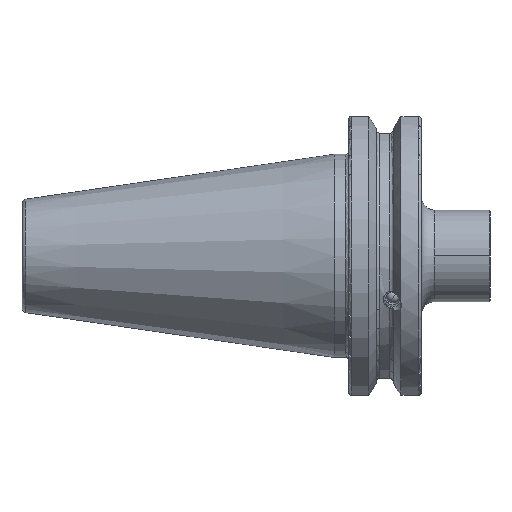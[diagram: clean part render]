
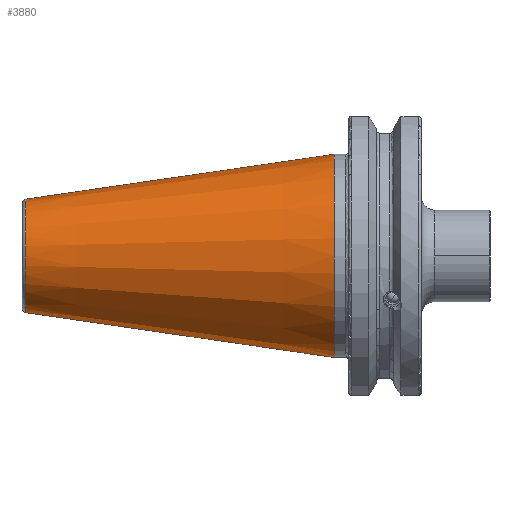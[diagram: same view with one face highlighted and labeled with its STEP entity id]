
A CAD part, front view. The second image highlights one B-rep face of the part: STEP entity #3880.
In plain terms, the highlighted conical face has half-angle 8.297 degrees and reference radius 22.225 mm.
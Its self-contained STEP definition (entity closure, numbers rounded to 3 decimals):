
#203 = DIRECTION ( 'NONE',  ( 0.99, 0., -0.144 ) ) ;
#268 = LINE ( 'NONE', #3629, #1488 ) ;
#433 = FACE_OUTER_BOUND ( 'NONE', #6560, .T. ) ;
#1006 = DIRECTION ( 'NONE',  ( 0.99, 0., 0.144 ) ) ;
#1156 = VERTEX_POINT ( 'NONE', #6099 ) ;
#1198 = EDGE_CURVE ( 'NONE', #1932, #1156, #5812, .T. ) ;
#1488 = VECTOR ( 'NONE', #1006, 1000. ) ;
#1659 = CONICAL_SURFACE ( 'NONE', #4280, 22.225, 0.145 ) ;
#1674 = EDGE_CURVE ( 'NONE', #1741, #4978, #2357, .T. ) ;
#1741 = VERTEX_POINT ( 'NONE', #5932 ) ;
#1795 = AXIS2_PLACEMENT_3D ( 'NONE', #6604, #6652, #6672 ) ;
#1932 = VERTEX_POINT ( 'NONE', #5113 ) ;
#2082 = CARTESIAN_POINT ( 'NONE',  ( 0., 0., 22.225 ) ) ;
#2357 = CIRCLE ( 'NONE', #6178, 22.225 ) ;
#2689 = EDGE_CURVE ( 'NONE', #1932, #1741, #3325, .T. ) ;
#3040 = DIRECTION ( 'NONE',  ( 0., 0., -1. ) ) ;
#3150 = ORIENTED_EDGE ( 'NONE', *, *, #1674, .T. ) ;
#3325 = LINE ( 'NONE', #5559, #6004 ) ;
#3496 = ORIENTED_EDGE ( 'NONE', *, *, #2689, .T. ) ;
#3629 = CARTESIAN_POINT ( 'NONE',  ( 0., 0., 22.225 ) ) ;
#3880 = ADVANCED_FACE ( 'NONE', ( #433 ), #1659, .T. ) ;
#3985 = ORIENTED_EDGE ( 'NONE', *, *, #1198, .F. ) ;
#4113 = CARTESIAN_POINT ( 'NONE',  ( 0., 0., 0. ) ) ;
#4244 = ORIENTED_EDGE ( 'NONE', *, *, #4523, .F. ) ;
#4280 = AXIS2_PLACEMENT_3D ( 'NONE', #4113, #5721, #3040 ) ;
#4523 = EDGE_CURVE ( 'NONE', #1156, #4978, #268, .T. ) ;
#4753 = CARTESIAN_POINT ( 'NONE',  ( 0., 0., 0. ) ) ;
#4776 = DIRECTION ( 'NONE',  ( -1., 0., 0. ) ) ;
#4793 = DIRECTION ( 'NONE',  ( 0., 0., 1. ) ) ;
#4978 = VERTEX_POINT ( 'NONE', #2082 ) ;
#5113 = CARTESIAN_POINT ( 'NONE',  ( -67.394, 0., -12.397 ) ) ;
#5559 = CARTESIAN_POINT ( 'NONE',  ( 0., 0., -22.225 ) ) ;
#5721 = DIRECTION ( 'NONE',  ( 1., 0., 0. ) ) ;
#5812 = CIRCLE ( 'NONE', #1795, 12.397 ) ;
#5932 = CARTESIAN_POINT ( 'NONE',  ( 0., 0., -22.225 ) ) ;
#6004 = VECTOR ( 'NONE', #203, 1000. ) ;
#6099 = CARTESIAN_POINT ( 'NONE',  ( -67.394, 0., 12.397 ) ) ;
#6178 = AXIS2_PLACEMENT_3D ( 'NONE', #4753, #4776, #4793 ) ;
#6560 = EDGE_LOOP ( 'NONE', ( #4244, #3985, #3496, #3150 ) ) ;
#6604 = CARTESIAN_POINT ( 'NONE',  ( -67.394, 0., 0. ) ) ;
#6652 = DIRECTION ( 'NONE',  ( -1., 0., 0. ) ) ;
#6672 = DIRECTION ( 'NONE',  ( 0., 0., 1. ) ) ;
